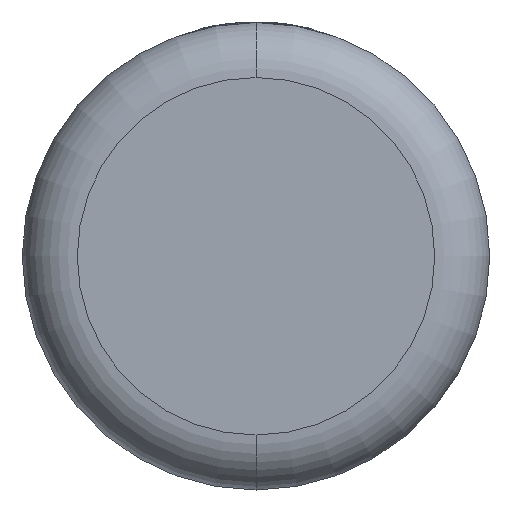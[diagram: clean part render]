
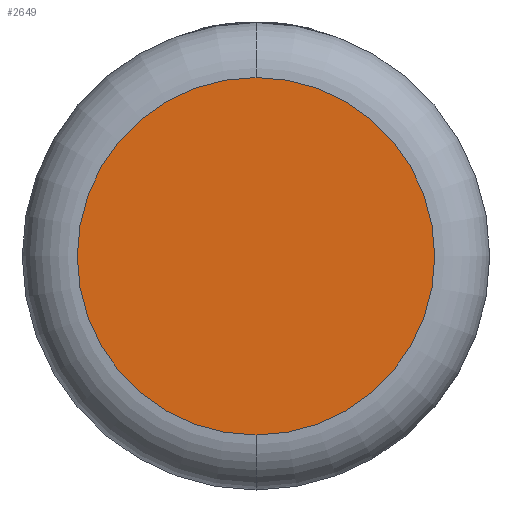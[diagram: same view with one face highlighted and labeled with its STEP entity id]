
A CAD part, front view. The second image highlights one B-rep face of the part: STEP entity #2649.
In plain terms, the highlighted planar face has unit normal (0, -1, 0).
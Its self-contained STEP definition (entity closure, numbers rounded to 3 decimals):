
#42 = ORIENTED_EDGE ( 'NONE', *, *, #3074, .T. ) ;
#115 = VERTEX_POINT ( 'NONE', #1571 ) ;
#342 = VERTEX_POINT ( 'NONE', #1098 ) ;
#709 = DIRECTION ( 'NONE',  ( 0., 0., 1. ) ) ;
#728 = CIRCLE ( 'NONE', #1177, 3.25 ) ;
#1075 = EDGE_CURVE ( 'NONE', #115, #342, #3153, .T. ) ;
#1098 = CARTESIAN_POINT ( 'NONE',  ( 0., 0., 3.25 ) ) ;
#1139 = AXIS2_PLACEMENT_3D ( 'NONE', #1664, #3830, #709 ) ;
#1177 = AXIS2_PLACEMENT_3D ( 'NONE', #2378, #2350, #1433 ) ;
#1419 = FACE_OUTER_BOUND ( 'NONE', #2343, .T. ) ;
#1433 = DIRECTION ( 'NONE',  ( 0., 0., 1. ) ) ;
#1571 = CARTESIAN_POINT ( 'NONE',  ( 0., 0., -3.25 ) ) ;
#1664 = CARTESIAN_POINT ( 'NONE',  ( 0., 0., 0. ) ) ;
#1818 = CARTESIAN_POINT ( 'NONE',  ( 0., 0., 0. ) ) ;
#2270 = AXIS2_PLACEMENT_3D ( 'NONE', #1818, #2441, #3402 ) ;
#2343 = EDGE_LOOP ( 'NONE', ( #42, #2580 ) ) ;
#2350 = DIRECTION ( 'NONE',  ( 0., -1., 0. ) ) ;
#2378 = CARTESIAN_POINT ( 'NONE',  ( 0., 0., 0. ) ) ;
#2441 = DIRECTION ( 'NONE',  ( 0., 1., 0. ) ) ;
#2580 = ORIENTED_EDGE ( 'NONE', *, *, #1075, .T. ) ;
#2649 = ADVANCED_FACE ( 'NONE', ( #1419 ), #3996, .F. ) ;
#3074 = EDGE_CURVE ( 'NONE', #342, #115, #728, .T. ) ;
#3153 = CIRCLE ( 'NONE', #1139, 3.25 ) ;
#3402 = DIRECTION ( 'NONE',  ( 0., 0., 1. ) ) ;
#3830 = DIRECTION ( 'NONE',  ( 0., -1., 0. ) ) ;
#3996 = PLANE ( 'NONE',  #2270 ) ;
